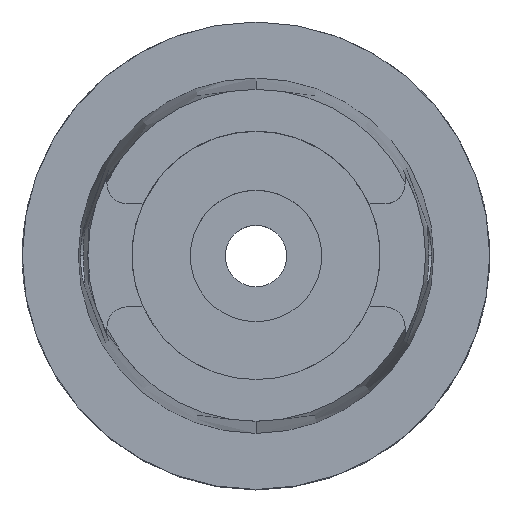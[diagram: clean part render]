
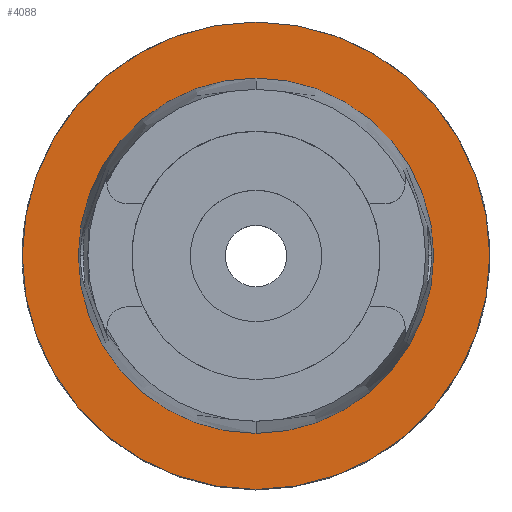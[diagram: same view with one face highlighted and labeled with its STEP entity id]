
A CAD part, top view. The second image highlights one B-rep face of the part: STEP entity #4088.
In plain terms, the highlighted planar face has unit normal (0, 0, 1).
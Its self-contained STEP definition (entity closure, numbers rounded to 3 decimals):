
#1981=CARTESIAN_POINT('',(0.,0.,0.));
#1982=DIRECTION('',(0.,0.,-1.));
#1983=DIRECTION('',(0.,-1.,0.));
#1984=AXIS2_PLACEMENT_3D('',#1981,#1982,#1983);
#1989=CARTESIAN_POINT('',(0.,0.,0.));
#1990=DIRECTION('',(0.,0.,-1.));
#1991=DIRECTION('',(0.,1.,0.));
#1992=AXIS2_PLACEMENT_3D('',#1989,#1990,#1991);
#1997=CARTESIAN_POINT('',(0.,0.,0.));
#1998=DIRECTION('',(0.,0.,1.));
#1999=DIRECTION('',(0.,-1.,0.));
#2000=AXIS2_PLACEMENT_3D('',#1997,#1998,#1999);
#2005=CARTESIAN_POINT('',(0.,0.,0.));
#2006=DIRECTION('',(0.,0.,1.));
#2007=DIRECTION('',(0.,1.,0.));
#2008=AXIS2_PLACEMENT_3D('',#2005,#2006,#2007);
#2349=CARTESIAN_POINT('',(0.,-12.16,0.));
#2350=VERTEX_POINT('',#2349);
#2351=CARTESIAN_POINT('',(0.,12.16,0.));
#2352=VERTEX_POINT('',#2351);
#2619=CARTESIAN_POINT('',(0.,16.,0.));
#2620=VERTEX_POINT('',#2619);
#2621=CARTESIAN_POINT('',(0.,-16.,0.));
#2622=VERTEX_POINT('',#2621);
#4075=CARTESIAN_POINT('',(0.,0.,0.));
#4076=DIRECTION('',(0.,0.,-1.));
#4077=DIRECTION('',(0.,-1.,0.));
#4078=AXIS2_PLACEMENT_3D('',#4075,#4076,#4077);
#4079=PLANE('',#4078);
#4080=ORIENTED_EDGE('',*,*,#4057,.T.);
#4081=ORIENTED_EDGE('',*,*,#3947,.T.);
#4082=EDGE_LOOP('',(#4080,#4081));
#4083=FACE_OUTER_BOUND('',#4082,.F.);
#4084=ORIENTED_EDGE('',*,*,#2816,.T.);
#4085=ORIENTED_EDGE('',*,*,#2789,.T.);
#4086=EDGE_LOOP('',(#4084,#4085));
#4087=FACE_BOUND('',#4086,.F.);
#1985=CIRCLE('',#1984,16.);
#1993=CIRCLE('',#1992,16.);
#2001=CIRCLE('',#2000,12.16);
#2009=CIRCLE('',#2008,12.16);
#2789=EDGE_CURVE('',#2352,#2350,#2009,.T.);
#2816=EDGE_CURVE('',#2350,#2352,#2001,.T.);
#3947=EDGE_CURVE('',#2620,#2622,#1993,.T.);
#4057=EDGE_CURVE('',#2622,#2620,#1985,.T.);
#4088=ADVANCED_FACE('',(#4083,#4087),#4079,.F.);
